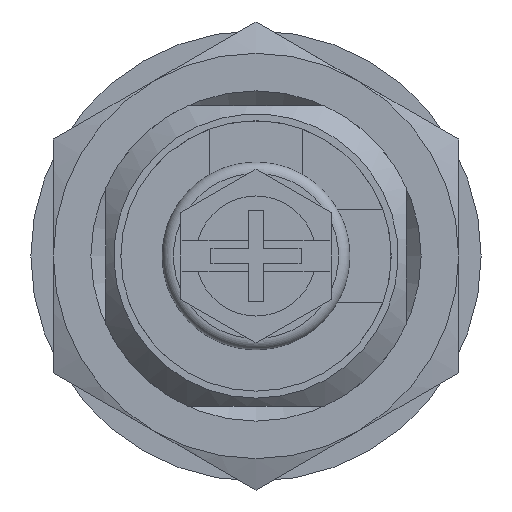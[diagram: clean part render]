
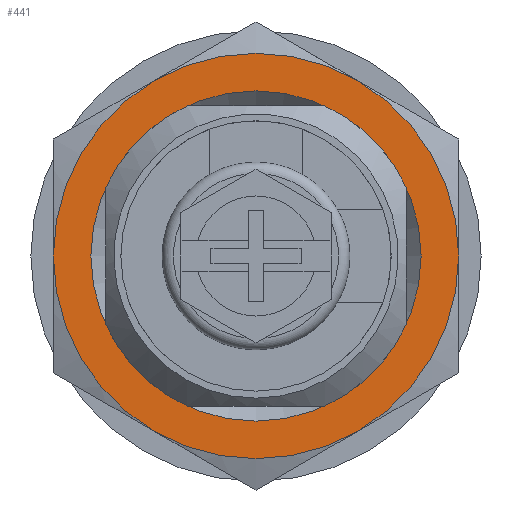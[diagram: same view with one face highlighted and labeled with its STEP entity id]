
A CAD part, front view. The second image highlights one B-rep face of the part: STEP entity #441.
In plain terms, the highlighted planar face has unit normal (0, -1, 0).
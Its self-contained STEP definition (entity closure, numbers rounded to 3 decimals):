
#441 = ADVANCED_FACE( '', ( #884, #885 ), #886, .T. );
#884 = FACE_OUTER_BOUND( '', #1339, .T. );
#885 = FACE_BOUND( '', #1340, .T. );
#886 = PLANE( '', #1341 );
#1339 = EDGE_LOOP( '', ( #2310, #2311, #2312, #2313, #2314, #2315 ) );
#1340 = EDGE_LOOP( '', ( #2316 ) );
#1341 = AXIS2_PLACEMENT_3D( '', #2317, #2318, #2319 );
#2310 = ORIENTED_EDGE( '', *, *, #2629, .T. );
#2311 = ORIENTED_EDGE( '', *, *, #2957, .T. );
#2312 = ORIENTED_EDGE( '', *, *, #2973, .T. );
#2313 = ORIENTED_EDGE( '', *, *, #2895, .T. );
#2314 = ORIENTED_EDGE( '', *, *, #2815, .T. );
#2315 = ORIENTED_EDGE( '', *, *, #2827, .T. );
#2316 = ORIENTED_EDGE( '', *, *, #2692, .F. );
#2317 = CARTESIAN_POINT( '', ( 11., -4.8, 0. ) );
#2318 = DIRECTION( '', ( 0., -1., 0. ) );
#2319 = DIRECTION( '', ( 0., 0., -1. ) );
#2629 = EDGE_CURVE( '', #3061, #3094, #3095, .T. );
#2692 = EDGE_CURVE( '', #3200, #3200, #3201, .T. );
#2815 = EDGE_CURVE( '', #3397, #3398, #3399, .T. );
#2827 = EDGE_CURVE( '', #3398, #3061, #3414, .T. );
#2895 = EDGE_CURVE( '', #3428, #3397, #3511, .T. );
#2957 = EDGE_CURVE( '', #3094, #3387, #3583, .T. );
#2973 = EDGE_CURVE( '', #3387, #3428, #3602, .T. );
#3061 = VERTEX_POINT( '', #3730 );
#3094 = VERTEX_POINT( '', #3782 );
#3095 = CIRCLE( '', #3783, 13.5 );
#3200 = VERTEX_POINT( '', #3930 );
#3201 = CIRCLE( '', #3931, 11. );
#3387 = VERTEX_POINT( '', #4208 );
#3397 = VERTEX_POINT( '', #4231 );
#3398 = VERTEX_POINT( '', #4232 );
#3399 = CIRCLE( '', #4233, 13.5 );
#3414 = CIRCLE( '', #4266, 13.5 );
#3428 = VERTEX_POINT( '', #4297 );
#3511 = CIRCLE( '', #4431, 13.5 );
#3583 = CIRCLE( '', #4551, 13.5 );
#3602 = CIRCLE( '', #4579, 13.5 );
#3730 = CARTESIAN_POINT( '', ( 6.75, -4.8, -11.691 ) );
#3782 = CARTESIAN_POINT( '', ( 13.5, -4.8, 0. ) );
#3783 = AXIS2_PLACEMENT_3D( '', #4669, #4670, #4671 );
#3930 = CARTESIAN_POINT( '', ( 0., -4.8, -11. ) );
#3931 = AXIS2_PLACEMENT_3D( '', #4752, #4753, #4754 );
#4208 = CARTESIAN_POINT( '', ( 6.75, -4.8, 11.691 ) );
#4231 = CARTESIAN_POINT( '', ( -13.5, -4.8, 0. ) );
#4232 = CARTESIAN_POINT( '', ( -6.75, -4.8, -11.691 ) );
#4233 = AXIS2_PLACEMENT_3D( '', #4891, #4892, #4893 );
#4266 = AXIS2_PLACEMENT_3D( '', #4900, #4901, #4902 );
#4297 = CARTESIAN_POINT( '', ( -6.75, -4.8, 11.691 ) );
#4431 = AXIS2_PLACEMENT_3D( '', #4977, #4978, #4979 );
#4551 = AXIS2_PLACEMENT_3D( '', #5052, #5053, #5054 );
#4579 = AXIS2_PLACEMENT_3D( '', #5065, #5066, #5067 );
#4669 = CARTESIAN_POINT( '', ( 0., -4.8, 0. ) );
#4670 = DIRECTION( '', ( 0., -1., 0. ) );
#4671 = DIRECTION( '', ( 0., 0., -1. ) );
#4752 = CARTESIAN_POINT( '', ( 0., -4.8, 0. ) );
#4753 = DIRECTION( '', ( 0., -1., 0. ) );
#4754 = DIRECTION( '', ( 0., 0., -1. ) );
#4891 = CARTESIAN_POINT( '', ( 0., -4.8, 0. ) );
#4892 = DIRECTION( '', ( 0., -1., 0. ) );
#4893 = DIRECTION( '', ( 0., 0., -1. ) );
#4900 = CARTESIAN_POINT( '', ( 0., -4.8, 0. ) );
#4901 = DIRECTION( '', ( 0., -1., 0. ) );
#4902 = DIRECTION( '', ( 0., 0., -1. ) );
#4977 = CARTESIAN_POINT( '', ( 0., -4.8, 0. ) );
#4978 = DIRECTION( '', ( 0., -1., 0. ) );
#4979 = DIRECTION( '', ( 0., 0., -1. ) );
#5052 = CARTESIAN_POINT( '', ( 0., -4.8, 0. ) );
#5053 = DIRECTION( '', ( 0., -1., 0. ) );
#5054 = DIRECTION( '', ( 0., 0., -1. ) );
#5065 = CARTESIAN_POINT( '', ( 0., -4.8, 0. ) );
#5066 = DIRECTION( '', ( 0., -1., 0. ) );
#5067 = DIRECTION( '', ( 0., 0., -1. ) );
